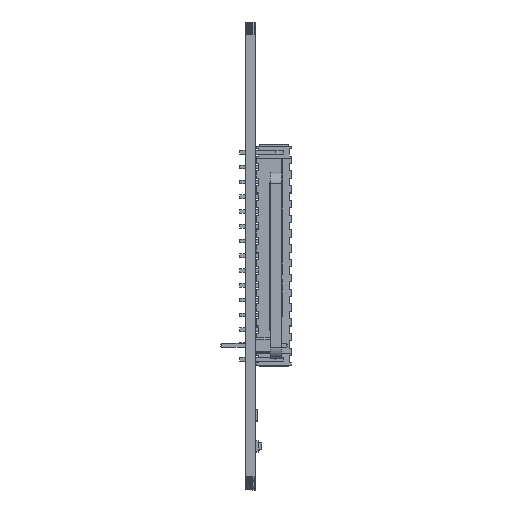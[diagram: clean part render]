
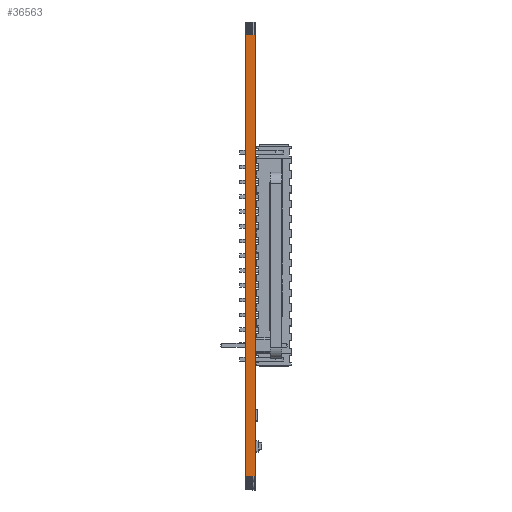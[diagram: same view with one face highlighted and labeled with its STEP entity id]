
A CAD part, top view. The second image highlights one B-rep face of the part: STEP entity #36563.
In plain terms, the highlighted face is planar.
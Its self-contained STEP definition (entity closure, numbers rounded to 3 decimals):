
#1399=FACE_OUTER_BOUND('',#3542,.T.);
#3542=EDGE_LOOP('',(#26318,#26319,#26320,#26321));
#6430=LINE('',#52818,#11227);
#6441=LINE('',#53004,#11238);
#6646=LINE('',#53577,#11443);
#6648=LINE('',#53581,#11445);
#11227=VECTOR('',#43105,1.);
#11238=VECTOR('',#43282,1.);
#11443=VECTOR('',#43671,1.);
#11445=VECTOR('',#43677,1.);
#15681=VERTEX_POINT('',#52815);
#15682=VERTEX_POINT('',#52817);
#15773=VERTEX_POINT('',#53001);
#15774=VERTEX_POINT('',#53003);
#19502=EDGE_CURVE('',#15682,#15681,#6430,.T.);
#19595=EDGE_CURVE('',#15773,#15774,#6441,.T.);
#19882=EDGE_CURVE('',#15682,#15773,#6646,.T.);
#19884=EDGE_CURVE('',#15681,#15774,#6648,.T.);
#26318=ORIENTED_EDGE('',*,*,#19882,.F.);
#26319=ORIENTED_EDGE('',*,*,#19502,.T.);
#26320=ORIENTED_EDGE('',*,*,#19884,.T.);
#26321=ORIENTED_EDGE('',*,*,#19595,.F.);
#33806=PLANE('',#38926);
#36563=ADVANCED_FACE('',(#1399),#33806,.F.);
#38926=AXIS2_PLACEMENT_3D('',#53580,#43675,#43676);
#43105=DIRECTION('',(-1.,0.,0.));
#43282=DIRECTION('',(-1.,0.,0.));
#43671=DIRECTION('',(0.,0.,1.));
#43675=DIRECTION('center_axis',(0.,-1.,0.));
#43676=DIRECTION('ref_axis',(-1.,0.,0.));
#43677=DIRECTION('',(0.,0.,1.));
#52815=CARTESIAN_POINT('',(-37.844,25.02,0.));
#52817=CARTESIAN_POINT('',(37.978,25.02,0.));
#52818=CARTESIAN_POINT('',(37.978,25.02,0.));
#53001=CARTESIAN_POINT('',(37.978,25.02,1.6));
#53003=CARTESIAN_POINT('',(-37.844,25.02,1.6));
#53004=CARTESIAN_POINT('',(37.978,25.02,1.6));
#53577=CARTESIAN_POINT('',(37.978,25.02,0.));
#53580=CARTESIAN_POINT('Origin',(37.978,25.02,0.));
#53581=CARTESIAN_POINT('',(-37.844,25.02,0.));
